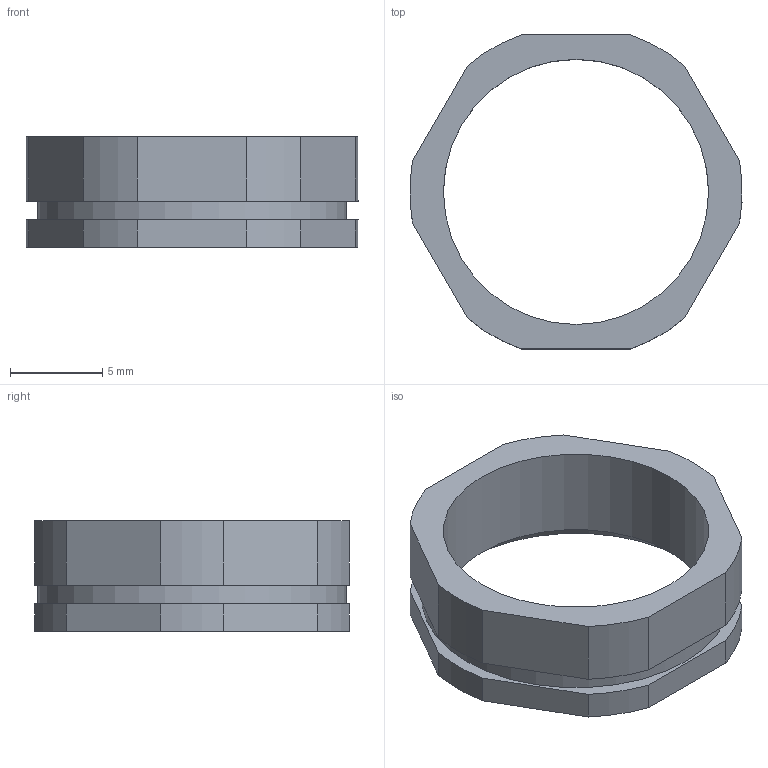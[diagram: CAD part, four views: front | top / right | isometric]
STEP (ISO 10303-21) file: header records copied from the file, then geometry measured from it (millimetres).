
FILE_DESCRIPTION(/* description */ (''),/* implementation_level */ '2;1');
FILE_NAME(/* name */ '5001380__Mutter_M16x1.5_part_83406.stp',/* time_stamp */ '2016-12-08T07:15:40+01:00',/* author */ (''),/* organization */ (''),/* preprocessor_version */ 'ST-DEVELOPER v16',/* originating_system */ 'SIEMENS PLM Software NX 10.0',/* authorisation */ '');
FILE_SCHEMA (('AUTOMOTIVE_DESIGN { 1 0 10303 214 3 1 1 1 }'));
Length unit declared in the file: millimetre
Products named in the file (1): 5001380__Mutter_M16x1.5_part_83406
Bounding box: 17.96 x 17 x 6 mm (x, y, z)
Volume: 419.8 mm3; surface area: 799 mm2
Topology: 1 solids, 1 shells, 33 faces, 83 edges, 55 vertices
Faces by surface type: plane 17, cylinder 14, cone 1, torus 1
Full cylindrical faces by diameter (mm): 14.344 x1, 16.7 x1
Entity records: 1008 total; most frequent: DIRECTION 178, CARTESIAN_POINT 168, ORIENTED_EDGE 158, EDGE_CURVE 79, AXIS2_PLACEMENT_3D 65, VERTEX_POINT 55, LINE 48, VECTOR 48
